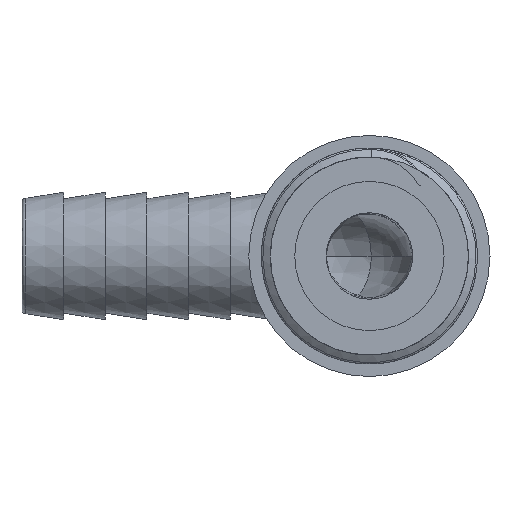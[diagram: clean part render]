
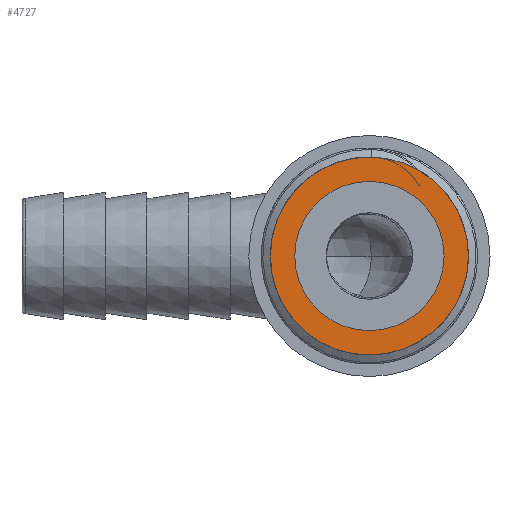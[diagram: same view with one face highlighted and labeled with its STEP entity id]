
A CAD part, front view. The second image highlights one B-rep face of the part: STEP entity #4727.
In plain terms, the highlighted planar face has unit normal (0, -1, 0).
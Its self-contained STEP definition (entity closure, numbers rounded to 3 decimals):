
#18 = EDGE_LOOP ( 'NONE', ( #4236, #4237 ) ) ;
#20 = EDGE_LOOP ( 'NONE', ( #730, #728 ) ) ;
#367 = AXIS2_PLACEMENT_3D ( 'NONE', #974, #975, #976 ) ;
#390 = CIRCLE ( 'NONE', #395, 12.6 ) ;
#393 = CIRCLE ( 'NONE', #398, 9.5 ) ;
#395 = AXIS2_PLACEMENT_3D ( 'NONE', #847, #848, #849 ) ;
#398 = AXIS2_PLACEMENT_3D ( 'NONE', #850, #851, #852 ) ;
#438 = CIRCLE ( 'NONE', #367, 9.5 ) ;
#538 = CIRCLE ( 'NONE', #541, 12.6 ) ;
#541 = AXIS2_PLACEMENT_3D ( 'NONE', #3937, #3938, #3939 ) ;
#669 = AXIS2_PLACEMENT_3D ( 'NONE', #4304, #4312, #4313 ) ;
#728 = ORIENTED_EDGE ( 'NONE', *, *, #1659, .F. ) ;
#730 = ORIENTED_EDGE ( 'NONE', *, *, #1624, .F. ) ;
#847 = CARTESIAN_POINT ( 'NONE',  ( 44.21, -46.3, 0. ) ) ;
#848 = DIRECTION ( 'NONE',  ( 0., -1., 0. ) ) ;
#849 = DIRECTION ( 'NONE',  ( 0., 0., -1. ) ) ;
#850 = CARTESIAN_POINT ( 'NONE',  ( 44.21, -46.3, 0. ) ) ;
#851 = DIRECTION ( 'NONE',  ( 0., -1., 0. ) ) ;
#852 = DIRECTION ( 'NONE',  ( 0., 0., -1. ) ) ;
#974 = CARTESIAN_POINT ( 'NONE',  ( 44.21, -46.3, 0. ) ) ;
#975 = DIRECTION ( 'NONE',  ( 0., -1., 0. ) ) ;
#976 = DIRECTION ( 'NONE',  ( 0., 0., -1. ) ) ;
#1623 = EDGE_CURVE ( 'NONE', #4198, #4206, #390, .T. ) ;
#1624 = EDGE_CURVE ( 'NONE', #4205, #4211, #393, .T. ) ;
#1659 = EDGE_CURVE ( 'NONE', #4211, #4205, #438, .T. ) ;
#1744 = EDGE_CURVE ( 'NONE', #4206, #4198, #538, .T. ) ;
#2618 = CARTESIAN_POINT ( 'NONE',  ( 44.21, -46.3, -12.6 ) ) ;
#2625 = CARTESIAN_POINT ( 'NONE',  ( 44.21, -46.3, 12.6 ) ) ;
#2632 = CARTESIAN_POINT ( 'NONE',  ( 44.21, -46.3, -9.5 ) ) ;
#2637 = CARTESIAN_POINT ( 'NONE',  ( 44.21, -46.3, 9.5 ) ) ;
#3937 = CARTESIAN_POINT ( 'NONE',  ( 44.21, -46.3, 0. ) ) ;
#3938 = DIRECTION ( 'NONE',  ( 0., -1., 0. ) ) ;
#3939 = DIRECTION ( 'NONE',  ( 0., 0., -1. ) ) ;
#4198 = VERTEX_POINT ( 'NONE', #2625 ) ;
#4205 = VERTEX_POINT ( 'NONE', #2632 ) ;
#4206 = VERTEX_POINT ( 'NONE', #2618 ) ;
#4211 = VERTEX_POINT ( 'NONE', #2637 ) ;
#4236 = ORIENTED_EDGE ( 'NONE', *, *, #1623, .T. ) ;
#4237 = ORIENTED_EDGE ( 'NONE', *, *, #1744, .T. ) ;
#4304 = CARTESIAN_POINT ( 'NONE',  ( 44.21, -46.3, 0. ) ) ;
#4305 = FACE_OUTER_BOUND ( 'NONE', #18, .T. ) ;
#4309 = FACE_BOUND ( 'NONE', #20, .T. ) ;
#4310 = PLANE ( 'NONE',  #669 ) ;
#4312 = DIRECTION ( 'NONE',  ( 0., -1., 0. ) ) ;
#4313 = DIRECTION ( 'NONE',  ( 0., 0., -1. ) ) ;
#4727 = ADVANCED_FACE ( 'NONE', ( #4309, #4305 ), #4310, .T. ) ;
